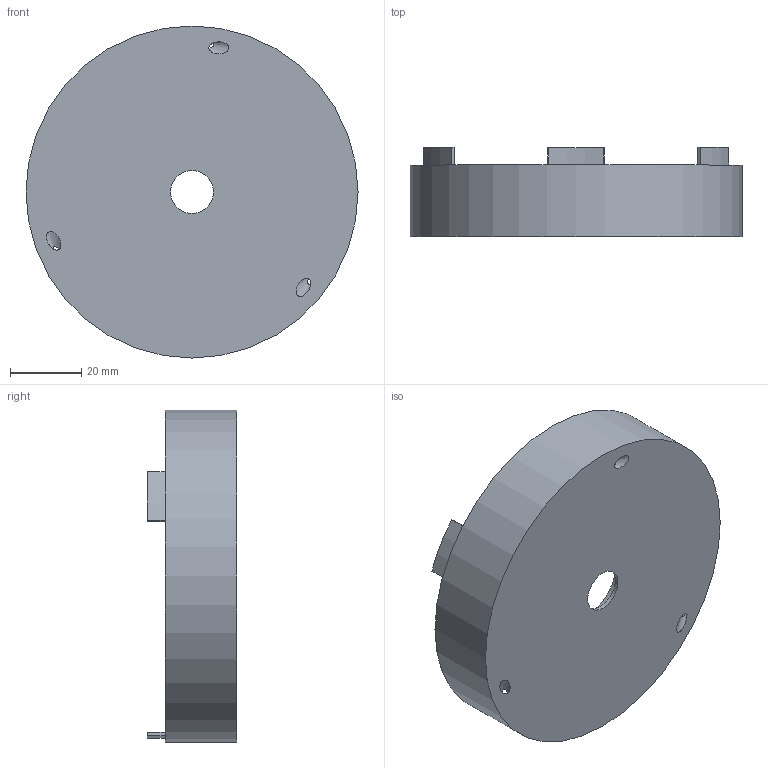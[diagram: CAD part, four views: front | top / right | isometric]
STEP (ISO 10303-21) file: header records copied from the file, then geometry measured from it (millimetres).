
FILE_DESCRIPTION(/* description */ (''),/* implementation_level */ '2;1');
FILE_NAME(/* name */ 'TOP COVER.step',/* time_stamp */ '2024-02-07T23:58:36+05:30',/* author */ (''),/* organization */ (''),/* preprocessor_version */ 'ST-DEVELOPER v20',/* originating_system */ 'Autodesk Translation Framework v12.14.0.127',/* authorisation */ '');
FILE_SCHEMA (('AUTOMOTIVE_DESIGN { 1 0 10303 214 3 1 1 }'));
Length unit declared in the file: centimetre
Products named in the file (1): TOP COVER
Bounding box: 93 x 25 x 93 mm (x, y, z)
Volume: 23125.5 mm3; surface area: 25555 mm2
Topology: 1 solids, 1 shells, 28 faces, 60 edges, 40 vertices
Faces by surface type: plane 14, cylinder 11, bspline 3
Full cylindrical faces by diameter (mm): 12 x1, 21.1 x1, 21.9 x1, 87 x1, 93 x1
Entity records: 1218 total; most frequent: CARTESIAN_POINT 546, DIRECTION 128, ORIENTED_EDGE 120, EDGE_CURVE 60, AXIS2_PLACEMENT_3D 48, EDGE_LOOP 42, VERTEX_POINT 40, LINE 32
